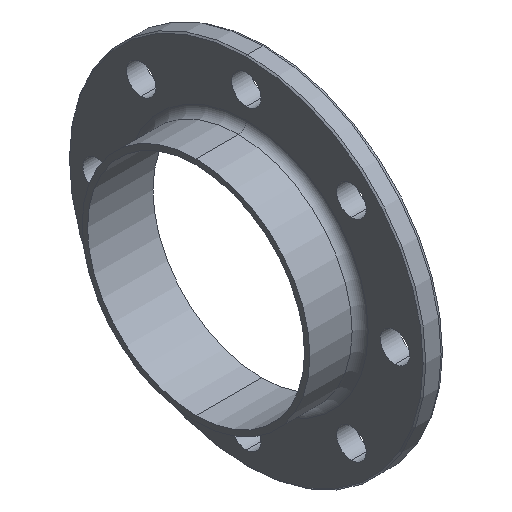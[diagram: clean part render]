
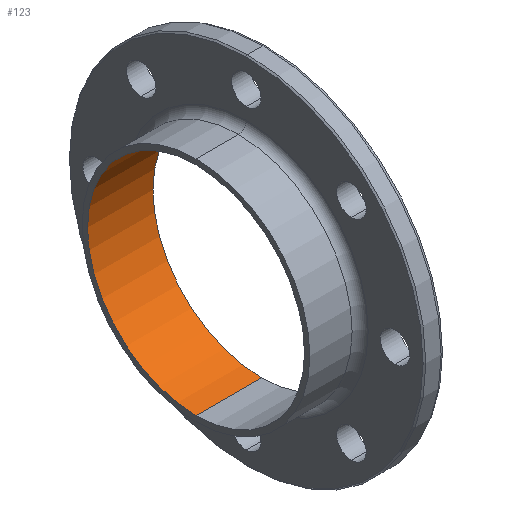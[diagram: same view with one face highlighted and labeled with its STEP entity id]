
A CAD part, isometric view. The second image highlights one B-rep face of the part: STEP entity #123.
In plain terms, the highlighted cylindrical face has radius 40.5 mm (diameter 81 mm), a partial arc.
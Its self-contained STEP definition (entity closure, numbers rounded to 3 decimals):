
#13 = CARTESIAN_POINT ( 'NONE',  ( -12.167, 0., -40.5 ) ) ;
#17 = VECTOR ( 'NONE', #92, 1000. ) ;
#43 = FACE_OUTER_BOUND ( 'NONE', #735, .T. ) ;
#44 = DIRECTION ( 'NONE',  ( 0., 0., 1. ) ) ;
#80 = LINE ( 'NONE', #385, #17 ) ;
#92 = DIRECTION ( 'NONE',  ( -1., 0., 0. ) ) ;
#103 = DIRECTION ( 'NONE',  ( -1., 0., 0. ) ) ;
#108 = VECTOR ( 'NONE', #103, 1000. ) ;
#123 = ADVANCED_FACE ( 'NONE', ( #43 ), #704, .F. ) ;
#133 = CARTESIAN_POINT ( 'NONE',  ( -59.784, 0., 0. ) ) ;
#151 = DIRECTION ( 'NONE',  ( 0., 0., 1. ) ) ;
#157 = VERTEX_POINT ( 'NONE', #1117 ) ;
#231 = DIRECTION ( 'NONE',  ( -1., 0., 0. ) ) ;
#263 = CARTESIAN_POINT ( 'NONE',  ( -12.167, 0., 40.5 ) ) ;
#385 = CARTESIAN_POINT ( 'NONE',  ( -59.784, 0., -40.5 ) ) ;
#418 = ORIENTED_EDGE ( 'NONE', *, *, #1114, .T. ) ;
#438 = CARTESIAN_POINT ( 'NONE',  ( 12.245, 0., -40.5 ) ) ;
#462 = ORIENTED_EDGE ( 'NONE', *, *, #537, .T. ) ;
#531 = CIRCLE ( 'NONE', #1223, 40.5 ) ;
#537 = EDGE_CURVE ( 'NONE', #157, #1279, #1062, .T. ) ;
#617 = CARTESIAN_POINT ( 'NONE',  ( -12.167, 0., 0. ) ) ;
#704 = CYLINDRICAL_SURFACE ( 'NONE', #783, 40.5 ) ;
#735 = EDGE_LOOP ( 'NONE', ( #998, #765, #462, #418 ) ) ;
#752 = EDGE_CURVE ( 'NONE', #1089, #867, #80, .T. ) ;
#765 = ORIENTED_EDGE ( 'NONE', *, *, #1057, .F. ) ;
#783 = AXIS2_PLACEMENT_3D ( 'NONE', #133, #1094, #906 ) ;
#867 = VERTEX_POINT ( 'NONE', #13 ) ;
#906 = DIRECTION ( 'NONE',  ( 0., 0., 1. ) ) ;
#965 = CARTESIAN_POINT ( 'NONE',  ( -59.784, 0., 40.5 ) ) ;
#998 = ORIENTED_EDGE ( 'NONE', *, *, #752, .F. ) ;
#1009 = CIRCLE ( 'NONE', #1113, 40.5 ) ;
#1057 = EDGE_CURVE ( 'NONE', #157, #1089, #1009, .T. ) ;
#1062 = LINE ( 'NONE', #965, #108 ) ;
#1089 = VERTEX_POINT ( 'NONE', #438 ) ;
#1094 = DIRECTION ( 'NONE',  ( -1., 0., 0. ) ) ;
#1113 = AXIS2_PLACEMENT_3D ( 'NONE', #1220, #231, #44 ) ;
#1114 = EDGE_CURVE ( 'NONE', #1279, #867, #531, .T. ) ;
#1117 = CARTESIAN_POINT ( 'NONE',  ( 12.245, 0., 40.5 ) ) ;
#1220 = CARTESIAN_POINT ( 'NONE',  ( 12.245, 0., 0. ) ) ;
#1223 = AXIS2_PLACEMENT_3D ( 'NONE', #617, #1227, #151 ) ;
#1227 = DIRECTION ( 'NONE',  ( -1., 0., 0. ) ) ;
#1279 = VERTEX_POINT ( 'NONE', #263 ) ;
